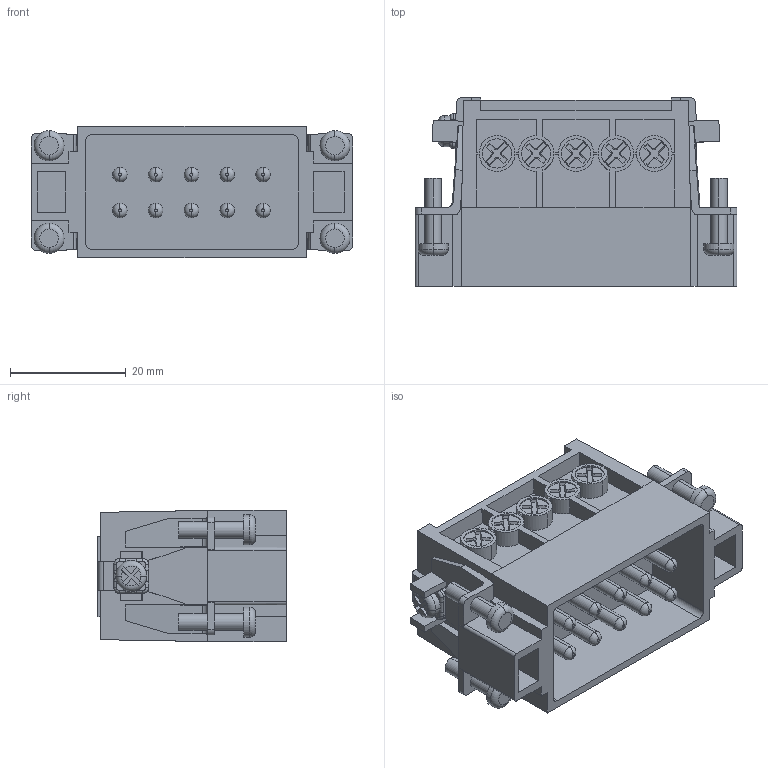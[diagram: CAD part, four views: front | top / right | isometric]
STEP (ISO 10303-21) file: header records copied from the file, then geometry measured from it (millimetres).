
FILE_DESCRIPTION (( 'STEP AP214' ), '1' );
FILE_NAME ('ZP-MC10A-1-MS010.step', '2015-08-12T18:17:19', ( '' ), ( '' ), 'SwSTEP 2.0', 'SolidWorks 2014', '' );
FILE_SCHEMA (( 'AUTOMOTIVE_DESIGN' ));
Length unit declared in the file: millimetre
Products named in the file (1): ZP-MC10A-1-MS010
Bounding box: 55.7 x 32.68 x 22.7 mm (x, y, z)
Volume: 17389.1 mm3; surface area: 15290.3 mm2
Topology: 1 solids, 1 shells, 781 faces, 2073 edges, 1362 vertices
Faces by surface type: plane 501, cylinder 172, cone 70, torus 34, bspline 4
Entity records: 30136 total; most frequent: CARTESIAN_POINT 4429, DIRECTION 4177, ORIENTED_EDGE 4146, EDGE_CURVE 2073, VECTOR 1477, LINE 1477, VERTEX_POINT 1362, AXIS2_PLACEMENT_3D 1350
